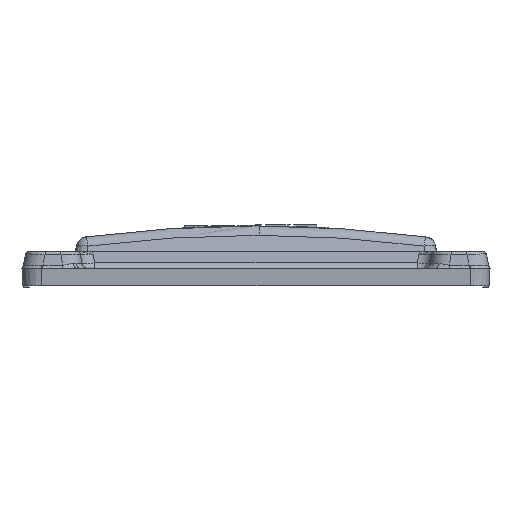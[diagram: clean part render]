
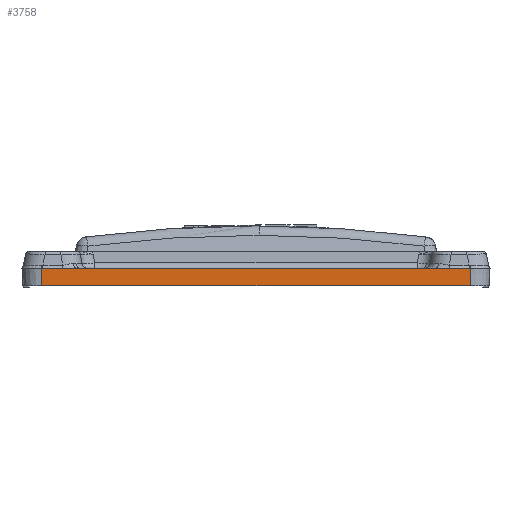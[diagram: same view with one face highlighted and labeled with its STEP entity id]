
A CAD part, front view. The second image highlights one B-rep face of the part: STEP entity #3758.
In plain terms, the highlighted planar face has unit normal (0, -0.999, -0.052).
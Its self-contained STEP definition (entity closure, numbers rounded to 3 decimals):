
#516=PLANE('',#15016);
#1231=LINE('',#34578,#2181);
#1392=LINE('',#35766,#2342);
#1465=LINE('',#37144,#2415);
#1466=LINE('',#37146,#2416);
#2181=VECTOR('',#15892,1.);
#2342=VECTOR('',#16107,1.);
#2415=VECTOR('',#16292,1.);
#2416=VECTOR('',#16293,1.);
#3758=ADVANCED_FACE('',(#4716),#516,.T.);
#4716=FACE_OUTER_BOUND('',#5606,.T.);
#5606=EDGE_LOOP('',(#7136,#7137,#7138,#7139));
#7136=ORIENTED_EDGE('',*,*,#12451,.T.);
#7137=ORIENTED_EDGE('',*,*,#12640,.T.);
#7138=ORIENTED_EDGE('',*,*,#12641,.T.);
#7139=ORIENTED_EDGE('',*,*,#12177,.F.);
#10814=VERTEX_POINT('',#34577);
#10815=VERTEX_POINT('',#34579);
#11063=VERTEX_POINT('',#35764);
#11213=VERTEX_POINT('',#37145);
#12177=EDGE_CURVE('',#10814,#10815,#1231,.T.);
#12451=EDGE_CURVE('',#10814,#11063,#1392,.T.);
#12640=EDGE_CURVE('',#11063,#11213,#1465,.T.);
#12641=EDGE_CURVE('',#11213,#10815,#1466,.T.);
#15016=AXIS2_PLACEMENT_3D('',#37147,#16294,#16295);
#15892=DIRECTION('',(0.,0.052,-0.999));
#16107=DIRECTION('',(-1.,0.,0.));
#16292=DIRECTION('',(0.,0.052,-0.999));
#16293=DIRECTION('',(1.,0.,0.));
#16294=DIRECTION('',(0.,-0.999,-0.052));
#16295=DIRECTION('',(0.,-0.052,0.999));
#34577=CARTESIAN_POINT('',(51.75,-36.1,1.4));
#34578=CARTESIAN_POINT('',(51.75,-36.031,0.075));
#34579=CARTESIAN_POINT('',(51.75,-35.961,-1.25));
#35764=CARTESIAN_POINT('',(-13.75,-36.1,1.4));
#35766=CARTESIAN_POINT('',(-20.353,-36.1,1.4));
#37144=CARTESIAN_POINT('',(-13.75,-36.114,1.668));
#37145=CARTESIAN_POINT('',(-13.75,-35.961,-1.25));
#37146=CARTESIAN_POINT('',(0.,-35.961,-1.25));
#37147=CARTESIAN_POINT('',(-20.353,-36.1,1.4));
